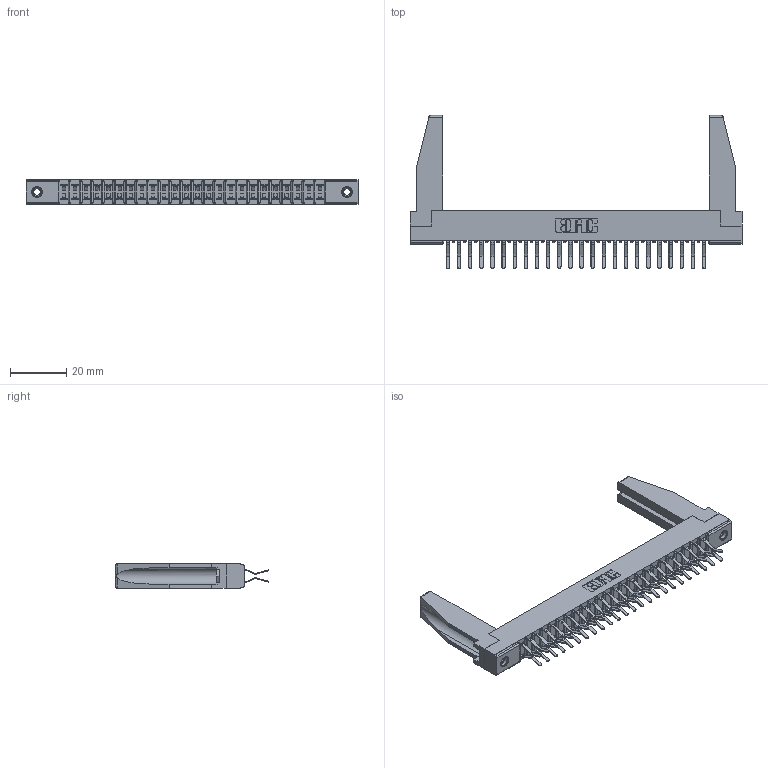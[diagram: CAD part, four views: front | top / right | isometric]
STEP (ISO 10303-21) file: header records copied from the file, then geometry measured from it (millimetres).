
FILE_DESCRIPTION (( 'STEP AP203' ), '1' );
FILE_NAME ('357-048-460-278.STEP', '2020-10-04T04:58:12', ( '' ), ( '' ), 'SwSTEP 2.0', 'SolidWorks 2020', '' );
FILE_SCHEMA (( 'CONFIG_CONTROL_DESIGN' ));
Length unit declared in the file: inch
Products named in the file (5): 307-290-001_560; 307 Part_.156 Dia Mounting Holes; 357-048-460-278; 307-220-078; 345-250-001_345-250-001-102
Assembly tree (53 placements, depth 2):
  357-048-460-278
    307 Part_.156 Dia Mounting Holes
    307-290-001_560  x48
    307-220-078  x2
    345-250-001_345-250-001-102  x2
Bounding box: 118.11 x 54.43 x 8.71 mm (x, y, z)
Volume: 11778.6 mm3; surface area: 18042.4 mm2
Topology: 53 solids, 53 shells, 2673 faces, 7469 edges, 4838 vertices
Faces by surface type: plane 1738, cylinder 869, sphere 50, cone 12, torus 4
Entity records: 26105 total; most frequent: CARTESIAN_POINT 4286, ORIENTED_EDGE 4204, DIRECTION 4160, EDGE_CURVE 2102, VECTOR 1608, LINE 1608, VERTEX_POINT 1360, AXIS2_PLACEMENT_3D 1276
